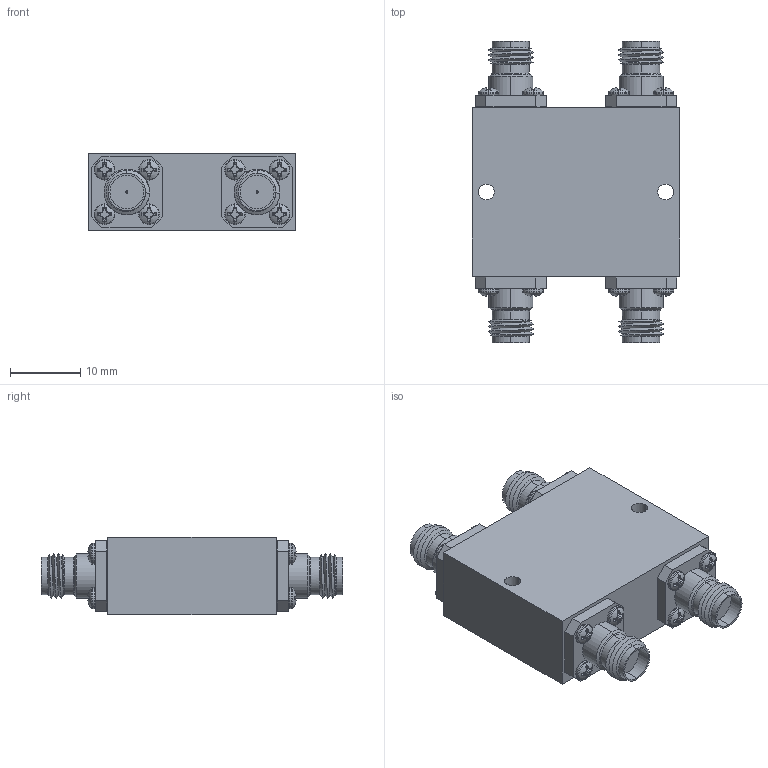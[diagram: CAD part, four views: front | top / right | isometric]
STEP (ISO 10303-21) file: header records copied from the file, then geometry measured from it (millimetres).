
FILE_DESCRIPTION (( 'STEP AP203' ), '1' );
FILE_NAME ('SCZ-2634031218-KFKF-43.STEP', '2019-07-30T20:18:24', ( '' ), ( '' ), 'SwSTEP 2.0', 'SolidWorks 2016', '' );
FILE_SCHEMA (( 'CONFIG_CONTROL_DESIGN' ));
Length unit declared in the file: inch
Products named in the file (1): SCZ-2634031218-KFKF-43
Bounding box: 29.6 x 43.05 x 11 mm (x, y, z)
Volume: 9146.6 mm3; surface area: 5440.9 mm2
Topology: 21 solids, 21 shells, 1862 faces, 5236 edges, 3456 vertices
Faces by surface type: cylinder 1164, plane 378, cone 160, torus 72, bspline 56, sphere 32
Entity records: 79075 total; most frequent: CARTESIAN_POINT 36623, ORIENTED_EDGE 10472, DIRECTION 7574, EDGE_CURVE 5236, VERTEX_POINT 3456, AXIS2_PLACEMENT_3D 2895, EDGE_LOOP 1938, ADVANCED_FACE 1862
